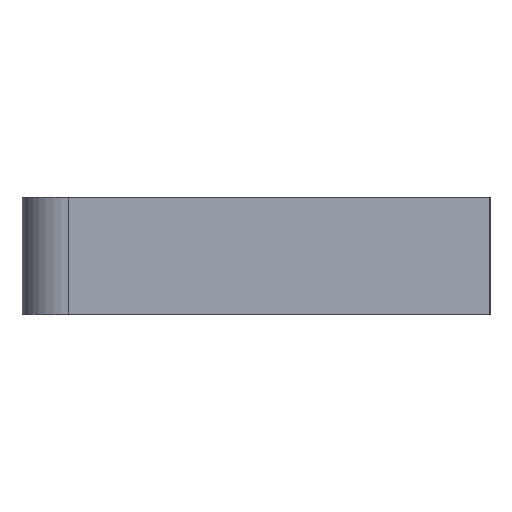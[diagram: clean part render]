
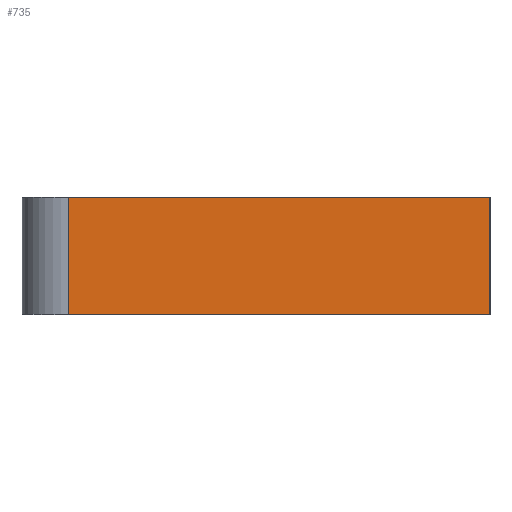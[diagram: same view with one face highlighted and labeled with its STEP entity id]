
A CAD part, left-side view. The second image highlights one B-rep face of the part: STEP entity #735.
In plain terms, the highlighted planar face has unit normal (-1, 0, 0).
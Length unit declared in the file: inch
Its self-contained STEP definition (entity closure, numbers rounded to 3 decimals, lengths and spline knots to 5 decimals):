
#14 = VERTEX_POINT ( 'NONE', #600 ) ;
#19 = CARTESIAN_POINT ( 'NONE',  ( -1.5, 0.8, 0.5 ) ) ;
#36 = CARTESIAN_POINT ( 'NONE',  ( -1.5, -1., 0.5 ) ) ;
#57 = DIRECTION ( 'NONE',  ( 0., -1., 0. ) ) ;
#63 = ORIENTED_EDGE ( 'NONE', *, *, #583, .T. ) ;
#79 = LINE ( 'NONE', #679, #450 ) ;
#83 = DIRECTION ( 'NONE',  ( 0., 0., -1. ) ) ;
#100 = LINE ( 'NONE', #19, #810 ) ;
#125 = EDGE_CURVE ( 'NONE', #251, #681, #79, .T. ) ;
#133 = VERTEX_POINT ( 'NONE', #616 ) ;
#139 = EDGE_LOOP ( 'NONE', ( #544, #63, #480, #730 ) ) ;
#145 = LINE ( 'NONE', #676, #637 ) ;
#251 = VERTEX_POINT ( 'NONE', #36 ) ;
#382 = EDGE_CURVE ( 'NONE', #133, #251, #145, .T. ) ;
#387 = CARTESIAN_POINT ( 'NONE',  ( -1.5, 1., 0.5 ) ) ;
#399 = DIRECTION ( 'NONE',  ( 0., -1., 0. ) ) ;
#450 = VECTOR ( 'NONE', #83, 39.37008 ) ;
#478 = LINE ( 'NONE', #609, #678 ) ;
#480 = ORIENTED_EDGE ( 'NONE', *, *, #793, .T. ) ;
#544 = ORIENTED_EDGE ( 'NONE', *, *, #382, .F. ) ;
#575 = FACE_OUTER_BOUND ( 'NONE', #139, .T. ) ;
#583 = EDGE_CURVE ( 'NONE', #133, #14, #100, .T. ) ;
#585 = CARTESIAN_POINT ( 'NONE',  ( -1.5, -1., 0. ) ) ;
#600 = CARTESIAN_POINT ( 'NONE',  ( -1.5, 0.8, 0. ) ) ;
#609 = CARTESIAN_POINT ( 'NONE',  ( -1.5, 1., 0. ) ) ;
#616 = CARTESIAN_POINT ( 'NONE',  ( -1.5, 0.8, 0.5 ) ) ;
#637 = VECTOR ( 'NONE', #57, 39.37008 ) ;
#640 = DIRECTION ( 'NONE',  ( 0., 0., -1. ) ) ;
#676 = CARTESIAN_POINT ( 'NONE',  ( -1.5, 1., 0.5 ) ) ;
#678 = VECTOR ( 'NONE', #399, 39.37008 ) ;
#679 = CARTESIAN_POINT ( 'NONE',  ( -1.5, -1., 0.5 ) ) ;
#681 = VERTEX_POINT ( 'NONE', #585 ) ;
#718 = PLANE ( 'NONE',  #842 ) ;
#730 = ORIENTED_EDGE ( 'NONE', *, *, #125, .F. ) ;
#735 = ADVANCED_FACE ( 'NONE', ( #575 ), #718, .F. ) ;
#777 = DIRECTION ( 'NONE',  ( 0., 1., 0. ) ) ;
#793 = EDGE_CURVE ( 'NONE', #14, #681, #478, .T. ) ;
#810 = VECTOR ( 'NONE', #640, 39.37008 ) ;
#842 = AXIS2_PLACEMENT_3D ( 'NONE', #387, #849, #777 ) ;
#849 = DIRECTION ( 'NONE',  ( 1., 0., 0. ) ) ;
